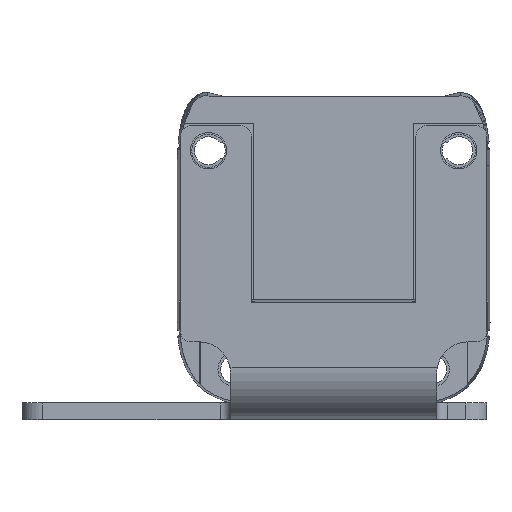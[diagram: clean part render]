
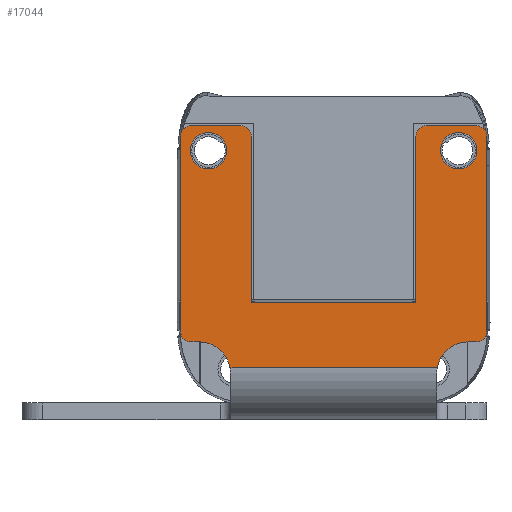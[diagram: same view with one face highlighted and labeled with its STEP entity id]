
A CAD part, front view. The second image highlights one B-rep face of the part: STEP entity #17044.
In plain terms, the highlighted planar face has unit normal (0, -1, 0).
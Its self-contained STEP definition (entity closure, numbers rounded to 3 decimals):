
#16103=DIRECTION('',(-1.,0.,0.));
#16104=VECTOR('',#16103,19.878);
#16105=CARTESIAN_POINT('',(9.939,105.8,-138.994));
#16106=LINE('',#16105,#16104);
#16126=CARTESIAN_POINT('',(12.89,105.8,-139.533));
#16127=DIRECTION('',(0.,1.,0.));
#16128=DIRECTION('',(-0.984,0.,0.18));
#16129=AXIS2_PLACEMENT_3D('',#16126,#16127,#16128);
#16131=CARTESIAN_POINT('',(-12.89,105.8,-139.533));
#16132=DIRECTION('',(0.,1.,0.));
#16133=DIRECTION('',(0.,0.,1.));
#16134=AXIS2_PLACEMENT_3D('',#16131,#16132,#16133);
#16136=CARTESIAN_POINT('',(-13.69,105.8,-135.533));
#16137=DIRECTION('',(0.,-1.,0.));
#16138=DIRECTION('',(-1.,0.,0.));
#16139=AXIS2_PLACEMENT_3D('',#16136,#16137,#16138);
#16141=DIRECTION('',(0.,0.,-1.));
#16142=VECTOR('',#16141,18.733);
#16143=CARTESIAN_POINT('',(-14.69,105.8,-116.8));
#16144=LINE('',#16143,#16142);
#16145=CARTESIAN_POINT('',(-13.69,105.8,-116.8));
#16146=DIRECTION('',(0.,-1.,0.));
#16147=DIRECTION('',(0.,0.,1.));
#16148=AXIS2_PLACEMENT_3D('',#16145,#16146,#16147);
#16150=DIRECTION('',(-1.,0.,0.));
#16151=VECTOR('',#16150,4.8);
#16152=CARTESIAN_POINT('',(-8.89,105.8,-115.8));
#16153=LINE('',#16152,#16151);
#16154=CARTESIAN_POINT('',(-8.89,105.8,-116.8));
#16155=DIRECTION('',(0.,-1.,0.));
#16156=DIRECTION('',(1.,0.,0.));
#16157=AXIS2_PLACEMENT_3D('',#16154,#16155,#16156);
#16159=DIRECTION('',(-1.,0.,0.));
#16160=VECTOR('',#16159,15.78);
#16161=CARTESIAN_POINT('',(7.89,105.8,-132.733));
#16162=LINE('',#16161,#16160);
#16163=DIRECTION('',(0.,0.,-1.));
#16164=VECTOR('',#16163,15.933);
#16165=CARTESIAN_POINT('',(7.89,105.8,-116.8));
#16166=LINE('',#16165,#16164);
#16167=CARTESIAN_POINT('',(8.89,105.8,-116.8));
#16168=DIRECTION('',(0.,-1.,0.));
#16169=DIRECTION('',(0.,0.,1.));
#16170=AXIS2_PLACEMENT_3D('',#16167,#16168,#16169);
#16172=CARTESIAN_POINT('',(13.69,105.8,-116.8));
#16173=DIRECTION('',(0.,-1.,0.));
#16174=DIRECTION('',(1.,0.,0.));
#16175=AXIS2_PLACEMENT_3D('',#16172,#16173,#16174);
#16177=CARTESIAN_POINT('',(13.69,105.8,-135.533));
#16178=DIRECTION('',(0.,-1.,0.));
#16179=DIRECTION('',(0.,0.,-1.));
#16180=AXIS2_PLACEMENT_3D('',#16177,#16178,#16179);
#16182=DIRECTION('',(1.,0.,0.));
#16183=VECTOR('',#16182,0.8);
#16184=CARTESIAN_POINT('',(12.89,105.8,-136.533));
#16185=LINE('',#16184,#16183);
#16186=CARTESIAN_POINT('',(-12.,105.8,-118.2));
#16187=DIRECTION('',(0.,1.,0.));
#16188=DIRECTION('',(0.,0.,1.));
#16189=AXIS2_PLACEMENT_3D('',#16186,#16187,#16188);
#16191=CARTESIAN_POINT('',(-12.,105.8,-118.2));
#16192=DIRECTION('',(0.,1.,0.));
#16193=DIRECTION('',(-1.,0.,0.));
#16194=AXIS2_PLACEMENT_3D('',#16191,#16192,#16193);
#16196=CARTESIAN_POINT('',(-12.,105.8,-118.2));
#16197=DIRECTION('',(0.,1.,0.));
#16198=DIRECTION('',(1.,0.,0.));
#16199=AXIS2_PLACEMENT_3D('',#16196,#16197,#16198);
#16201=CARTESIAN_POINT('',(12.,105.8,-118.2));
#16202=DIRECTION('',(0.,1.,0.));
#16203=DIRECTION('',(0.,0.,-1.));
#16204=AXIS2_PLACEMENT_3D('',#16201,#16202,#16203);
#16206=CARTESIAN_POINT('',(12.,105.8,-118.2));
#16207=DIRECTION('',(0.,1.,0.));
#16208=DIRECTION('',(1.,0.,0.));
#16209=AXIS2_PLACEMENT_3D('',#16206,#16207,#16208);
#16211=CARTESIAN_POINT('',(12.,105.8,-118.2));
#16212=DIRECTION('',(0.,1.,0.));
#16213=DIRECTION('',(0.,0.,1.));
#16214=AXIS2_PLACEMENT_3D('',#16211,#16212,#16213);
#16216=CARTESIAN_POINT('',(12.,105.8,-118.2));
#16217=DIRECTION('',(0.,1.,0.));
#16218=DIRECTION('',(-1.,0.,0.));
#16219=AXIS2_PLACEMENT_3D('',#16216,#16217,#16218);
#16221=DIRECTION('',(-1.,0.,0.));
#16222=VECTOR('',#16221,0.8);
#16223=CARTESIAN_POINT('',(-12.89,105.8,-136.533));
#16224=LINE('',#16223,#16222);
#16321=DIRECTION('',(0.,0.,-1.));
#16322=VECTOR('',#16321,18.733);
#16323=CARTESIAN_POINT('',(14.69,105.8,-116.8));
#16324=LINE('',#16323,#16322);
#16333=DIRECTION('',(1.,0.,0.));
#16334=VECTOR('',#16333,4.8);
#16335=CARTESIAN_POINT('',(8.89,105.8,-115.8));
#16336=LINE('',#16335,#16334);
#16361=DIRECTION('',(0.,0.,-1.));
#16362=VECTOR('',#16361,15.933);
#16363=CARTESIAN_POINT('',(-7.89,105.8,-116.8));
#16364=LINE('',#16363,#16362);
#16555=CARTESIAN_POINT('',(9.939,105.8,-138.994));
#16556=CARTESIAN_POINT('',(12.89,105.8,-136.533));
#16557=VERTEX_POINT('',#16555);
#16558=VERTEX_POINT('',#16556);
#16559=CARTESIAN_POINT('',(13.69,105.8,-136.533));
#16560=VERTEX_POINT('',#16559);
#16561=CARTESIAN_POINT('',(14.69,105.8,-135.533));
#16562=VERTEX_POINT('',#16561);
#16563=CARTESIAN_POINT('',(14.69,105.8,-116.8));
#16564=VERTEX_POINT('',#16563);
#16565=CARTESIAN_POINT('',(13.69,105.8,-115.8));
#16566=VERTEX_POINT('',#16565);
#16567=CARTESIAN_POINT('',(8.89,105.8,-115.8));
#16568=VERTEX_POINT('',#16567);
#16569=CARTESIAN_POINT('',(7.89,105.8,-116.8));
#16570=VERTEX_POINT('',#16569);
#16571=CARTESIAN_POINT('',(7.89,105.8,-132.733));
#16572=VERTEX_POINT('',#16571);
#16573=CARTESIAN_POINT('',(-7.89,105.8,-132.733));
#16574=VERTEX_POINT('',#16573);
#16575=CARTESIAN_POINT('',(-7.89,105.8,-116.8));
#16576=VERTEX_POINT('',#16575);
#16577=CARTESIAN_POINT('',(-8.89,105.8,-115.8));
#16578=VERTEX_POINT('',#16577);
#16579=CARTESIAN_POINT('',(-13.69,105.8,-115.8));
#16580=VERTEX_POINT('',#16579);
#16581=CARTESIAN_POINT('',(-14.69,105.8,-116.8));
#16582=VERTEX_POINT('',#16581);
#16583=CARTESIAN_POINT('',(-14.69,105.8,-135.533));
#16584=VERTEX_POINT('',#16583);
#16585=CARTESIAN_POINT('',(-13.69,105.8,-136.533));
#16586=VERTEX_POINT('',#16585);
#16587=CARTESIAN_POINT('',(-12.89,105.8,-136.533));
#16588=VERTEX_POINT('',#16587);
#16589=CARTESIAN_POINT('',(-9.939,105.8,-138.994));
#16590=VERTEX_POINT('',#16589);
#16636=CARTESIAN_POINT('',(-13.75,105.8,-118.2));
#16638=VERTEX_POINT('',#16636);
#16640=CARTESIAN_POINT('',(-10.25,105.8,-118.2));
#16642=VERTEX_POINT('',#16640);
#16643=CARTESIAN_POINT('',(-12.,105.8,-116.45));
#16644=VERTEX_POINT('',#16643);
#16646=CARTESIAN_POINT('',(13.75,105.8,-118.2));
#16648=VERTEX_POINT('',#16646);
#16650=CARTESIAN_POINT('',(10.25,105.8,-118.2));
#16652=VERTEX_POINT('',#16650);
#16653=CARTESIAN_POINT('',(12.,105.8,-119.95));
#16654=VERTEX_POINT('',#16653);
#16655=CARTESIAN_POINT('',(12.,105.8,-116.45));
#16656=VERTEX_POINT('',#16655);
#16986=CARTESIAN_POINT('',(-9.89,105.8,-142.394));
#16987=DIRECTION('',(0.,-1.,0.));
#16988=DIRECTION('',(-1.,0.,0.));
#16989=AXIS2_PLACEMENT_3D('',#16986,#16987,#16988);
#16990=PLANE('',#16989);
#16991=ORIENTED_EDGE('',*,*,#16925,.F.);
#16992=ORIENTED_EDGE('',*,*,#16955,.T.);
#16993=ORIENTED_EDGE('',*,*,#16973,.F.);
#16995=ORIENTED_EDGE('',*,*,#16994,.T.);
#16997=ORIENTED_EDGE('',*,*,#16996,.F.);
#16999=ORIENTED_EDGE('',*,*,#16998,.F.);
#17001=ORIENTED_EDGE('',*,*,#17000,.F.);
#17003=ORIENTED_EDGE('',*,*,#17002,.F.);
#17005=ORIENTED_EDGE('',*,*,#17004,.F.);
#17007=ORIENTED_EDGE('',*,*,#17006,.T.);
#17009=ORIENTED_EDGE('',*,*,#17008,.F.);
#17011=ORIENTED_EDGE('',*,*,#17010,.F.);
#17013=ORIENTED_EDGE('',*,*,#17012,.F.);
#17015=ORIENTED_EDGE('',*,*,#17014,.T.);
#17017=ORIENTED_EDGE('',*,*,#17016,.F.);
#17019=ORIENTED_EDGE('',*,*,#17018,.T.);
#17021=ORIENTED_EDGE('',*,*,#17020,.F.);
#17023=ORIENTED_EDGE('',*,*,#17022,.F.);
#17024=EDGE_LOOP('',(#16991,#16992,#16993,#16995,#16997,#16999,#17001,#17003,
#17005,#17007,#17009,#17011,#17013,#17015,#17017,#17019,#17021,#17023));
#17025=FACE_OUTER_BOUND('',#17024,.F.);
#17027=ORIENTED_EDGE('',*,*,#17026,.F.);
#17029=ORIENTED_EDGE('',*,*,#17028,.F.);
#17031=ORIENTED_EDGE('',*,*,#17030,.F.);
#17032=EDGE_LOOP('',(#17027,#17029,#17031));
#17033=FACE_BOUND('',#17032,.F.);
#17035=ORIENTED_EDGE('',*,*,#17034,.F.);
#17037=ORIENTED_EDGE('',*,*,#17036,.F.);
#17039=ORIENTED_EDGE('',*,*,#17038,.F.);
#17041=ORIENTED_EDGE('',*,*,#17040,.F.);
#17042=EDGE_LOOP('',(#17035,#17037,#17039,#17041));
#17043=FACE_BOUND('',#17042,.F.);
#16130=CIRCLE('',#16129,3.);
#16135=CIRCLE('',#16134,3.);
#16140=CIRCLE('',#16139,1.);
#16149=CIRCLE('',#16148,1.);
#16158=CIRCLE('',#16157,1.);
#16171=CIRCLE('',#16170,1.);
#16176=CIRCLE('',#16175,1.);
#16181=CIRCLE('',#16180,1.);
#16190=CIRCLE('',#16189,1.75);
#16195=CIRCLE('',#16194,1.75);
#16200=CIRCLE('',#16199,1.75);
#16205=CIRCLE('',#16204,1.75);
#16210=CIRCLE('',#16209,1.75);
#16215=CIRCLE('',#16214,1.75);
#16220=CIRCLE('',#16219,1.75);
#16925=EDGE_CURVE('',#16557,#16558,#16130,.T.);
#16955=EDGE_CURVE('',#16557,#16590,#16106,.T.);
#16973=EDGE_CURVE('',#16588,#16590,#16135,.T.);
#16994=EDGE_CURVE('',#16588,#16586,#16224,.T.);
#16996=EDGE_CURVE('',#16584,#16586,#16140,.T.);
#16998=EDGE_CURVE('',#16582,#16584,#16144,.T.);
#17000=EDGE_CURVE('',#16580,#16582,#16149,.T.);
#17002=EDGE_CURVE('',#16578,#16580,#16153,.T.);
#17004=EDGE_CURVE('',#16576,#16578,#16158,.T.);
#17006=EDGE_CURVE('',#16576,#16574,#16364,.T.);
#17008=EDGE_CURVE('',#16572,#16574,#16162,.T.);
#17010=EDGE_CURVE('',#16570,#16572,#16166,.T.);
#17012=EDGE_CURVE('',#16568,#16570,#16171,.T.);
#17014=EDGE_CURVE('',#16568,#16566,#16336,.T.);
#17016=EDGE_CURVE('',#16564,#16566,#16176,.T.);
#17018=EDGE_CURVE('',#16564,#16562,#16324,.T.);
#17020=EDGE_CURVE('',#16560,#16562,#16181,.T.);
#17022=EDGE_CURVE('',#16558,#16560,#16185,.T.);
#17026=EDGE_CURVE('',#16644,#16642,#16190,.T.);
#17028=EDGE_CURVE('',#16638,#16644,#16195,.T.);
#17030=EDGE_CURVE('',#16642,#16638,#16200,.T.);
#17034=EDGE_CURVE('',#16654,#16652,#16205,.T.);
#17036=EDGE_CURVE('',#16648,#16654,#16210,.T.);
#17038=EDGE_CURVE('',#16656,#16648,#16215,.T.);
#17040=EDGE_CURVE('',#16652,#16656,#16220,.T.);
#17044=ADVANCED_FACE('',(#17025,#17033,#17043),#16990,.T.);
